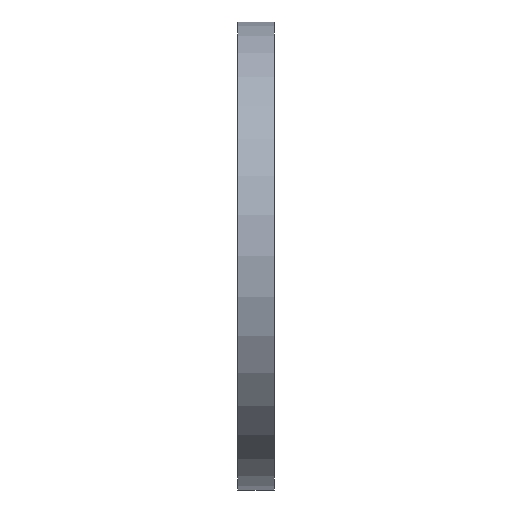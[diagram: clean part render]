
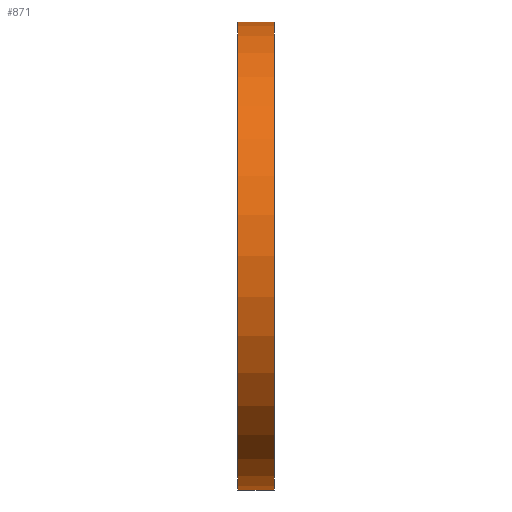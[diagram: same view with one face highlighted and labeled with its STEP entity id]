
A CAD part, left-side view. The second image highlights one B-rep face of the part: STEP entity #871.
In plain terms, the highlighted cylindrical face has radius 242.5 mm (diameter 485 mm), a partial arc.
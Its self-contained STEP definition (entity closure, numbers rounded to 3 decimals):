
#9 = CARTESIAN_POINT ( 'NONE',  ( 0., 38., 242.5 ) ) ;
#12 = EDGE_CURVE ( 'NONE', #765, #439, #613, .T. ) ;
#120 = VERTEX_POINT ( 'NONE', #1063 ) ;
#177 = AXIS2_PLACEMENT_3D ( 'NONE', #1314, #991, #1334 ) ;
#211 = EDGE_LOOP ( 'NONE', ( #1036, #793, #1278, #760 ) ) ;
#311 = EDGE_CURVE ( 'NONE', #364, #765, #974, .T. ) ;
#364 = VERTEX_POINT ( 'NONE', #1336 ) ;
#371 = DIRECTION ( 'NONE',  ( 0., 0., 1. ) ) ;
#439 = VERTEX_POINT ( 'NONE', #9 ) ;
#479 = CARTESIAN_POINT ( 'NONE',  ( 0., 38., 0. ) ) ;
#517 = FACE_OUTER_BOUND ( 'NONE', #211, .T. ) ;
#518 = VECTOR ( 'NONE', #757, 1000. ) ;
#534 = DIRECTION ( 'NONE',  ( 0., 1., 0. ) ) ;
#539 = DIRECTION ( 'NONE',  ( 0., 1., 0. ) ) ;
#613 = CIRCLE ( 'NONE', #733, 242.5 ) ;
#632 = VECTOR ( 'NONE', #539, 1000. ) ;
#713 = CIRCLE ( 'NONE', #177, 242.5 ) ;
#730 = CARTESIAN_POINT ( 'NONE',  ( 0., 38., -242.5 ) ) ;
#733 = AXIS2_PLACEMENT_3D ( 'NONE', #479, #1359, #371 ) ;
#757 = DIRECTION ( 'NONE',  ( 0., 1., 0. ) ) ;
#760 = ORIENTED_EDGE ( 'NONE', *, *, #12, .F. ) ;
#765 = VERTEX_POINT ( 'NONE', #730 ) ;
#779 = EDGE_CURVE ( 'NONE', #120, #439, #968, .T. ) ;
#793 = ORIENTED_EDGE ( 'NONE', *, *, #1335, .T. ) ;
#871 = ADVANCED_FACE ( 'NONE', ( #517 ), #1169, .T. ) ;
#968 = LINE ( 'NONE', #982, #632 ) ;
#974 = LINE ( 'NONE', #1409, #518 ) ;
#982 = CARTESIAN_POINT ( 'NONE',  ( 0., 34.695, 242.5 ) ) ;
#991 = DIRECTION ( 'NONE',  ( 0., 1., 0. ) ) ;
#1036 = ORIENTED_EDGE ( 'NONE', *, *, #311, .F. ) ;
#1063 = CARTESIAN_POINT ( 'NONE',  ( 0., 0., 242.5 ) ) ;
#1086 = CARTESIAN_POINT ( 'NONE',  ( 0., 34.695, 0. ) ) ;
#1111 = AXIS2_PLACEMENT_3D ( 'NONE', #1086, #534, #1403 ) ;
#1169 = CYLINDRICAL_SURFACE ( 'NONE', #1111, 242.5 ) ;
#1278 = ORIENTED_EDGE ( 'NONE', *, *, #779, .T. ) ;
#1314 = CARTESIAN_POINT ( 'NONE',  ( 0., 0., 0. ) ) ;
#1334 = DIRECTION ( 'NONE',  ( 0., 0., 1. ) ) ;
#1335 = EDGE_CURVE ( 'NONE', #364, #120, #713, .T. ) ;
#1336 = CARTESIAN_POINT ( 'NONE',  ( 0., 0., -242.5 ) ) ;
#1359 = DIRECTION ( 'NONE',  ( 0., 1., 0. ) ) ;
#1403 = DIRECTION ( 'NONE',  ( 0., 0., 1. ) ) ;
#1409 = CARTESIAN_POINT ( 'NONE',  ( 0., 34.695, -242.5 ) ) ;
